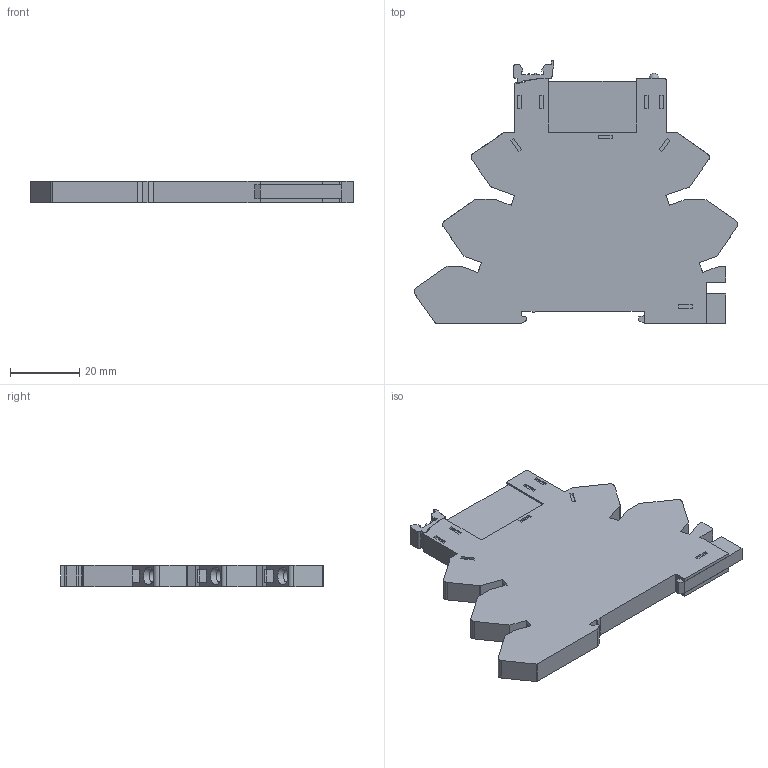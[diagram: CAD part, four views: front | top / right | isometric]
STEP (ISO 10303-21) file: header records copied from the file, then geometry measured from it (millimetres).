
FILE_DESCRIPTION(('STEP AP214'),'2;1');
FILE_NAME('38.61-skin.stp','2010-03-12T08:38:08',(''),(''),'2007.1.106','THINKDESIGN','');
FILE_SCHEMA(('AUTOMOTIVE_DESIGN'));
Length unit declared in the file: millimetre
Products named in the file (1): None
Bounding box: 93.63 x 75.98 x 6.2 mm (x, y, z)
Surface area: 13945.6 mm2 (no closed solid volume)
Topology: 0 solids, 0 shells, 408 faces, 2226 edges, 2224 vertices
Faces by surface type: plane 358, cylinder 36, bspline 14
Full cylindrical faces by diameter (mm): 3.8 x5
Entity records: 22260 total; most frequent: CARTESIAN_POINT 5527, DIRECTION 2932, COMPOSITE_CURVE_SEGMENT 2226, TRIMMED_CURVE 2062, VECTOR 1980, LINE 1980, AXIS2_PLACEMENT_3D 476, OUTER_BOUNDARY_CURVE 408
